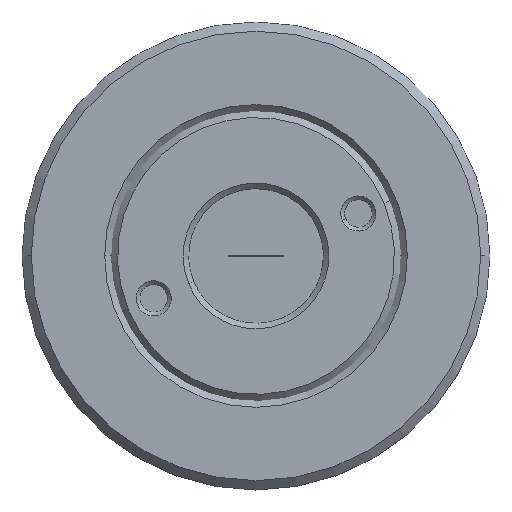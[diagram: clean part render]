
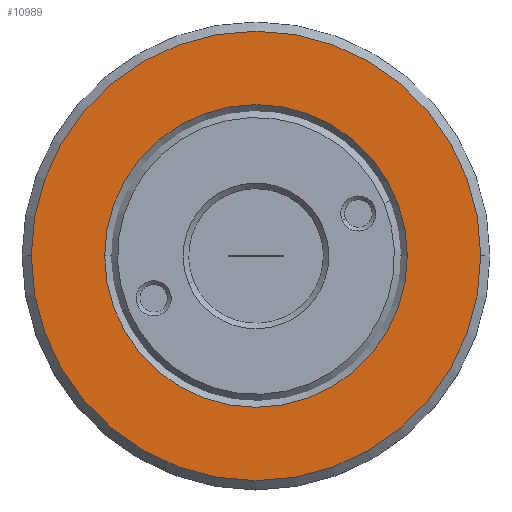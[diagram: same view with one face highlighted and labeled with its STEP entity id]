
A CAD part, top view. The second image highlights one B-rep face of the part: STEP entity #10989.
In plain terms, the highlighted planar face has unit normal (0, 0, 1).
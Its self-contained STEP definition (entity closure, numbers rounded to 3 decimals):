
#47 = DIRECTION ( 'NONE',  ( 1., 0., 0. ) ) ;
#138 = PLANE ( 'NONE',  #11859 ) ;
#220 = CARTESIAN_POINT ( 'NONE',  ( -57.055, 2.694, 1.466 ) ) ;
#238 = EDGE_CURVE ( 'NONE', #4722, #1534, #5349, .T. ) ;
#1458 = AXIS2_PLACEMENT_3D ( 'NONE', #220, #13348, #13195 ) ;
#1534 = VERTEX_POINT ( 'NONE', #14246 ) ;
#1621 = DIRECTION ( 'NONE',  ( -1., 0., 0. ) ) ;
#2219 = VERTEX_POINT ( 'NONE', #3954 ) ;
#2419 = DIRECTION ( 'NONE',  ( 1., 0., 0. ) ) ;
#3019 = EDGE_CURVE ( 'NONE', #2219, #8834, #15014, .T. ) ;
#3443 = EDGE_CURVE ( 'NONE', #8834, #2219, #12498, .T. ) ;
#3444 = ORIENTED_EDGE ( 'NONE', *, *, #9031, .F. ) ;
#3613 = AXIS2_PLACEMENT_3D ( 'NONE', #5979, #14259, #10552 ) ;
#3673 = FACE_BOUND ( 'NONE', #7976, .T. ) ;
#3954 = CARTESIAN_POINT ( 'NONE',  ( -65.255, 2.694, 1.466 ) ) ;
#4722 = VERTEX_POINT ( 'NONE', #5896 ) ;
#4794 = CIRCLE ( 'NONE', #9821, 12.175 ) ;
#5349 = CIRCLE ( 'NONE', #3613, 12.175 ) ;
#5461 = CARTESIAN_POINT ( 'NONE',  ( -48.855, 2.694, 1.466 ) ) ;
#5896 = CARTESIAN_POINT ( 'NONE',  ( -69.23, 2.694, 1.466 ) ) ;
#5979 = CARTESIAN_POINT ( 'NONE',  ( -57.055, 2.694, 1.466 ) ) ;
#6073 = CARTESIAN_POINT ( 'NONE',  ( -57.055, 2.694, 1.466 ) ) ;
#6352 = ORIENTED_EDGE ( 'NONE', *, *, #3019, .T. ) ;
#6959 = AXIS2_PLACEMENT_3D ( 'NONE', #6073, #9522, #47 ) ;
#7723 = CARTESIAN_POINT ( 'NONE',  ( -57.055, 2.694, 1.466 ) ) ;
#7976 = EDGE_LOOP ( 'NONE', ( #14573, #6352 ) ) ;
#8834 = VERTEX_POINT ( 'NONE', #5461 ) ;
#9031 = EDGE_CURVE ( 'NONE', #1534, #4722, #4794, .T. ) ;
#9522 = DIRECTION ( 'NONE',  ( 0., 0., -1. ) ) ;
#9821 = AXIS2_PLACEMENT_3D ( 'NONE', #7723, #12220, #1621 ) ;
#10552 = DIRECTION ( 'NONE',  ( -1., 0., 0. ) ) ;
#10989 = ADVANCED_FACE ( 'NONE', ( #3673, #11049 ), #138, .T. ) ;
#11049 = FACE_OUTER_BOUND ( 'NONE', #11188, .T. ) ;
#11188 = EDGE_LOOP ( 'NONE', ( #13354, #3444 ) ) ;
#11859 = AXIS2_PLACEMENT_3D ( 'NONE', #14607, #13427, #2419 ) ;
#12220 = DIRECTION ( 'NONE',  ( 0., 0., -1. ) ) ;
#12498 = CIRCLE ( 'NONE', #6959, 8.2 ) ;
#13195 = DIRECTION ( 'NONE',  ( 1., 0., 0. ) ) ;
#13348 = DIRECTION ( 'NONE',  ( 0., 0., -1. ) ) ;
#13354 = ORIENTED_EDGE ( 'NONE', *, *, #238, .F. ) ;
#13427 = DIRECTION ( 'NONE',  ( 0., 0., 1. ) ) ;
#14246 = CARTESIAN_POINT ( 'NONE',  ( -44.88, 2.694, 1.466 ) ) ;
#14259 = DIRECTION ( 'NONE',  ( 0., 0., -1. ) ) ;
#14573 = ORIENTED_EDGE ( 'NONE', *, *, #3443, .T. ) ;
#14607 = CARTESIAN_POINT ( 'NONE',  ( -57.055, 2.694, 1.466 ) ) ;
#15014 = CIRCLE ( 'NONE', #1458, 8.2 ) ;
